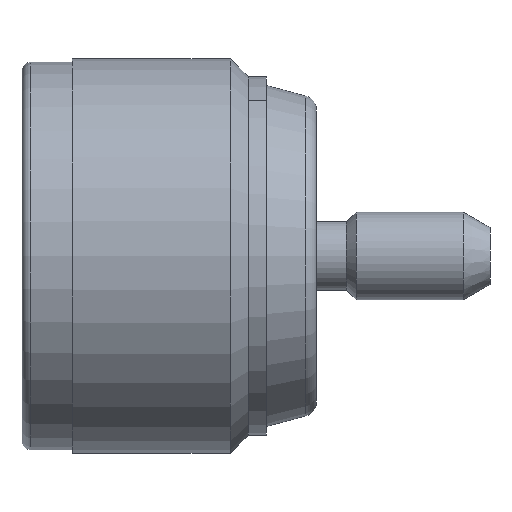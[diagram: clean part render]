
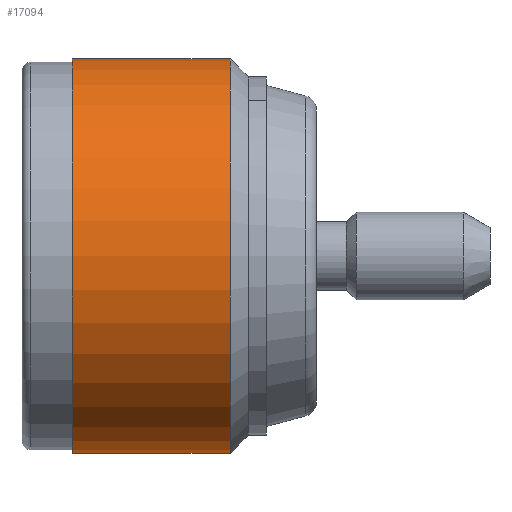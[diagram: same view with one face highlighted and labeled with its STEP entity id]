
A CAD part, top view. The second image highlights one B-rep face of the part: STEP entity #17094.
In plain terms, the highlighted cylindrical face has radius 11 mm (diameter 22 mm), a partial arc.
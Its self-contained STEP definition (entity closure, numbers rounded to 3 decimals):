
#1011=CARTESIAN_POINT('',(2.8,-4.4,0.));
#1012=DIRECTION('',(1.,0.,0.));
#1013=DIRECTION('',(0.,1.,0.));
#1014=AXIS2_PLACEMENT_3D('',#1011,#1012,#1013);
#1016=DIRECTION('',(-1.,0.,0.));
#1017=VECTOR('',#1016,8.8);
#1018=CARTESIAN_POINT('',(11.6,6.6,0.));
#1019=LINE('',#1018,#1017);
#1020=DIRECTION('',(-1.,0.,0.));
#1021=VECTOR('',#1020,8.8);
#1022=CARTESIAN_POINT('',(11.6,-15.4,0.));
#1023=LINE('',#1022,#1021);
#1033=CARTESIAN_POINT('',(11.6,-4.4,0.));
#1034=DIRECTION('',(1.,0.,0.));
#1035=DIRECTION('',(0.,1.,0.));
#1036=AXIS2_PLACEMENT_3D('',#1033,#1034,#1035);
#12923=CARTESIAN_POINT('',(2.8,6.6,0.));
#12924=CARTESIAN_POINT('',(2.8,-15.4,0.));
#12925=VERTEX_POINT('',#12923);
#12926=VERTEX_POINT('',#12924);
#13035=CARTESIAN_POINT('',(11.6,6.6,0.));
#13036=CARTESIAN_POINT('',(11.6,-15.4,0.));
#13037=VERTEX_POINT('',#13035);
#13038=VERTEX_POINT('',#13036);
#17082=CARTESIAN_POINT('',(13.23,-4.4,0.));
#17083=DIRECTION('',(-1.,0.,0.));
#17084=DIRECTION('',(0.,1.,0.));
#17085=AXIS2_PLACEMENT_3D('',#17082,#17083,#17084);
#17086=CYLINDRICAL_SURFACE('',#17085,11.);
#17087=ORIENTED_EDGE('',*,*,#17072,.F.);
#17089=ORIENTED_EDGE('',*,*,#17088,.T.);
#17090=ORIENTED_EDGE('',*,*,#17075,.T.);
#17091=ORIENTED_EDGE('',*,*,#17058,.F.);
#17092=EDGE_LOOP('',(#17087,#17089,#17090,#17091));
#17093=FACE_OUTER_BOUND('',#17092,.F.);
#17094=ADVANCED_FACE('',(#17093),#17086,.T.);
#1015=CIRCLE('',#1014,11.);
#1037=CIRCLE('',#1036,11.);
#17058=EDGE_CURVE('',#12925,#12926,#1015,.T.);
#17072=EDGE_CURVE('',#13037,#12925,#1019,.T.);
#17075=EDGE_CURVE('',#13038,#12926,#1023,.T.);
#17088=EDGE_CURVE('',#13037,#13038,#1037,.T.);
